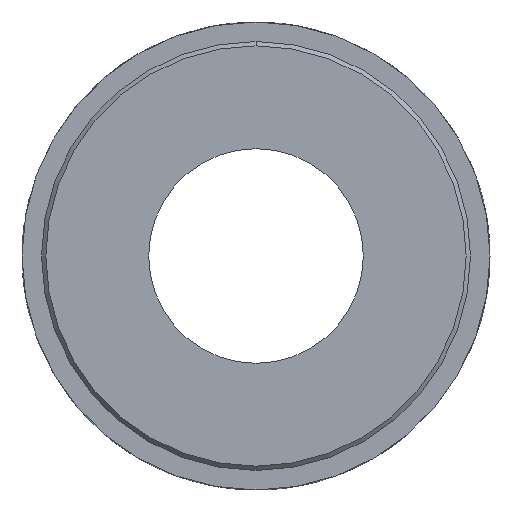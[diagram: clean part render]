
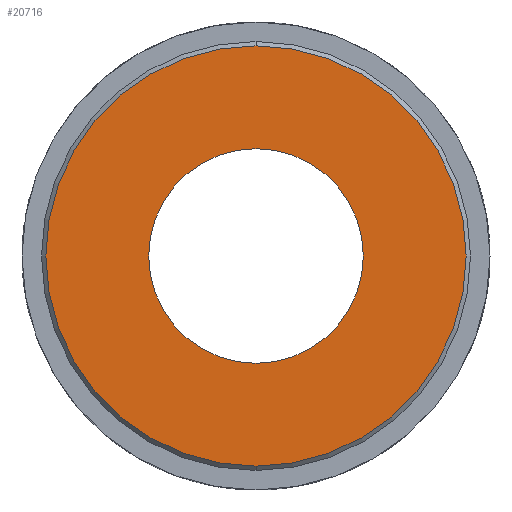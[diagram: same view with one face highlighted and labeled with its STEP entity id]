
A CAD part, front view. The second image highlights one B-rep face of the part: STEP entity #20716.
In plain terms, the highlighted planar face has unit normal (0, -1, 0).
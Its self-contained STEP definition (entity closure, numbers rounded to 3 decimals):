
#1339 = EDGE_CURVE('',#1340,#1342,#1344,.T.);
#1340 = VERTEX_POINT('',#1341);
#1341 = CARTESIAN_POINT('',(0.,-31.75,-20.888));
#1342 = VERTEX_POINT('',#1343);
#1343 = CARTESIAN_POINT('',(0.,-31.75,28.845)
  );
#1344 = SURFACE_CURVE('',#1345,(#1350,#1362),.PCURVE_S1.);
#1345 = CIRCLE('',#1346,24.867);
#1346 = AXIS2_PLACEMENT_3D('',#1347,#1348,#1349);
#1347 = CARTESIAN_POINT('',(0.,-31.75,3.979));
#1348 = DIRECTION('',(0.,-1.,0.));
#1349 = DIRECTION('',(0.,0.,-1.));
#1350 = PCURVE('',#1351,#1356);
#1351 = CONICAL_SURFACE('',#1352,24.867,0.785);
#1352 = AXIS2_PLACEMENT_3D('',#1353,#1354,#1355);
#1353 = CARTESIAN_POINT('',(0.,-31.75,3.979));
#1354 = DIRECTION('',(0.,1.,0.));
#1355 = DIRECTION('',(0.,0.,1.));
#1356 = DEFINITIONAL_REPRESENTATION('',(#1357),#1361);
#1357 = LINE('',#1358,#1359);
#1358 = CARTESIAN_POINT('',(3.142,0.));
#1359 = VECTOR('',#1360,1.);
#1360 = DIRECTION('',(-1.,0.));
#1361 = ( GEOMETRIC_REPRESENTATION_CONTEXT(2) 
PARAMETRIC_REPRESENTATION_CONTEXT() REPRESENTATION_CONTEXT('2D SPACE',''
  ) );
#1362 = PCURVE('',#1363,#1368);
#1363 = PLANE('',#1364);
#1364 = AXIS2_PLACEMENT_3D('',#1365,#1366,#1367);
#1365 = CARTESIAN_POINT('',(0.,-31.75,3.979));
#1366 = DIRECTION('',(0.,-1.,0.));
#1367 = DIRECTION('',(0.,0.,-1.));
#1368 = DEFINITIONAL_REPRESENTATION('',(#1369),#1373);
#1369 = CIRCLE('',#1370,24.867);
#1370 = AXIS2_PLACEMENT_2D('',#1371,#1372);
#1371 = CARTESIAN_POINT('',(0.,0.));
#1372 = DIRECTION('',(1.,0.));
#1373 = ( GEOMETRIC_REPRESENTATION_CONTEXT(2) 
PARAMETRIC_REPRESENTATION_CONTEXT() REPRESENTATION_CONTEXT('2D SPACE',''
  ) );
#1391 = CONICAL_SURFACE('',#1392,24.867,0.785);
#1392 = AXIS2_PLACEMENT_3D('',#1393,#1394,#1395);
#1393 = CARTESIAN_POINT('',(0.,-31.75,3.979));
#1394 = DIRECTION('',(0.,1.,0.));
#1395 = DIRECTION('',(0.,0.,1.));
#7308 = VERTEX_POINT('',#7309);
#7309 = CARTESIAN_POINT('',(0.,-31.75,16.679)
  );
#7318 = CYLINDRICAL_SURFACE('',#7319,12.7);
#7319 = AXIS2_PLACEMENT_3D('',#7320,#7321,#7322);
#7320 = CARTESIAN_POINT('',(0.,-82.039,
    3.979));
#7321 = DIRECTION('',(0.,1.,0.));
#7322 = DIRECTION('',(0.,0.,1.));
#7330 = CYLINDRICAL_SURFACE('',#7331,12.7);
#7331 = AXIS2_PLACEMENT_3D('',#7332,#7333,#7334);
#7332 = CARTESIAN_POINT('',(0.,-82.039,
    3.979));
#7333 = DIRECTION('',(0.,1.,0.));
#7334 = DIRECTION('',(0.,0.,1.));
#7367 = VERTEX_POINT('',#7368);
#7368 = CARTESIAN_POINT('',(0.,-31.75,-8.721));
#7389 = EDGE_CURVE('',#7308,#7367,#7390,.T.);
#7390 = SURFACE_CURVE('',#7391,(#7396,#7403),.PCURVE_S1.);
#7391 = CIRCLE('',#7392,12.7);
#7392 = AXIS2_PLACEMENT_3D('',#7393,#7394,#7395);
#7393 = CARTESIAN_POINT('',(0.,-31.75,3.979));
#7394 = DIRECTION('',(0.,-1.,0.));
#7395 = DIRECTION('',(0.,0.,-1.));
#7396 = PCURVE('',#7318,#7397);
#7397 = DEFINITIONAL_REPRESENTATION('',(#7398),#7402);
#7398 = LINE('',#7399,#7400);
#7399 = CARTESIAN_POINT('',(9.425,50.289));
#7400 = VECTOR('',#7401,1.);
#7401 = DIRECTION('',(-1.,0.));
#7402 = ( GEOMETRIC_REPRESENTATION_CONTEXT(2) 
PARAMETRIC_REPRESENTATION_CONTEXT() REPRESENTATION_CONTEXT('2D SPACE',''
  ) );
#7403 = PCURVE('',#1363,#7404);
#7404 = DEFINITIONAL_REPRESENTATION('',(#7405),#7409);
#7405 = CIRCLE('',#7406,12.7);
#7406 = AXIS2_PLACEMENT_2D('',#7407,#7408);
#7407 = CARTESIAN_POINT('',(0.,0.));
#7408 = DIRECTION('',(1.,0.));
#7409 = ( GEOMETRIC_REPRESENTATION_CONTEXT(2) 
PARAMETRIC_REPRESENTATION_CONTEXT() REPRESENTATION_CONTEXT('2D SPACE',''
  ) );
#13544 = EDGE_CURVE('',#7367,#7308,#13545,.T.);
#13545 = SURFACE_CURVE('',#13546,(#13551,#13558),.PCURVE_S1.);
#13546 = CIRCLE('',#13547,12.7);
#13547 = AXIS2_PLACEMENT_3D('',#13548,#13549,#13550);
#13548 = CARTESIAN_POINT('',(0.,-31.75,3.979)
  );
#13549 = DIRECTION('',(0.,-1.,0.));
#13550 = DIRECTION('',(0.,0.,-1.));
#13551 = PCURVE('',#7330,#13552);
#13552 = DEFINITIONAL_REPRESENTATION('',(#13553),#13557);
#13553 = LINE('',#13554,#13555);
#13554 = CARTESIAN_POINT('',(3.142,50.289));
#13555 = VECTOR('',#13556,1.);
#13556 = DIRECTION('',(-1.,0.));
#13557 = ( GEOMETRIC_REPRESENTATION_CONTEXT(2) 
PARAMETRIC_REPRESENTATION_CONTEXT() REPRESENTATION_CONTEXT('2D SPACE',''
  ) );
#13558 = PCURVE('',#1363,#13559);
#13559 = DEFINITIONAL_REPRESENTATION('',(#13560),#13564);
#13560 = CIRCLE('',#13561,12.7);
#13561 = AXIS2_PLACEMENT_2D('',#13562,#13563);
#13562 = CARTESIAN_POINT('',(0.,0.));
#13563 = DIRECTION('',(1.,0.));
#13564 = ( GEOMETRIC_REPRESENTATION_CONTEXT(2) 
PARAMETRIC_REPRESENTATION_CONTEXT() REPRESENTATION_CONTEXT('2D SPACE',''
  ) );
#20716 = ADVANCED_FACE('',(#20717,#20742),#1363,.T.);
#20717 = FACE_BOUND('',#20718,.T.);
#20718 = EDGE_LOOP('',(#20719,#20741));
#20719 = ORIENTED_EDGE('',*,*,#20720,.T.);
#20720 = EDGE_CURVE('',#1342,#1340,#20721,.T.);
#20721 = SURFACE_CURVE('',#20722,(#20727,#20734),.PCURVE_S1.);
#20722 = CIRCLE('',#20723,24.867);
#20723 = AXIS2_PLACEMENT_3D('',#20724,#20725,#20726);
#20724 = CARTESIAN_POINT('',(0.,-31.75,3.979)
  );
#20725 = DIRECTION('',(0.,-1.,0.));
#20726 = DIRECTION('',(0.,0.,-1.));
#20727 = PCURVE('',#1363,#20728);
#20728 = DEFINITIONAL_REPRESENTATION('',(#20729),#20733);
#20729 = CIRCLE('',#20730,24.867);
#20730 = AXIS2_PLACEMENT_2D('',#20731,#20732);
#20731 = CARTESIAN_POINT('',(0.,0.));
#20732 = DIRECTION('',(1.,0.));
#20733 = ( GEOMETRIC_REPRESENTATION_CONTEXT(2) 
PARAMETRIC_REPRESENTATION_CONTEXT() REPRESENTATION_CONTEXT('2D SPACE',''
  ) );
#20734 = PCURVE('',#1391,#20735);
#20735 = DEFINITIONAL_REPRESENTATION('',(#20736),#20740);
#20736 = LINE('',#20737,#20738);
#20737 = CARTESIAN_POINT('',(9.425,0.));
#20738 = VECTOR('',#20739,1.);
#20739 = DIRECTION('',(-1.,0.));
#20740 = ( GEOMETRIC_REPRESENTATION_CONTEXT(2) 
PARAMETRIC_REPRESENTATION_CONTEXT() REPRESENTATION_CONTEXT('2D SPACE',''
  ) );
#20741 = ORIENTED_EDGE('',*,*,#1339,.T.);
#20742 = FACE_BOUND('',#20743,.T.);
#20743 = EDGE_LOOP('',(#20744,#20745));
#20744 = ORIENTED_EDGE('',*,*,#7389,.F.);
#20745 = ORIENTED_EDGE('',*,*,#13544,.F.);
